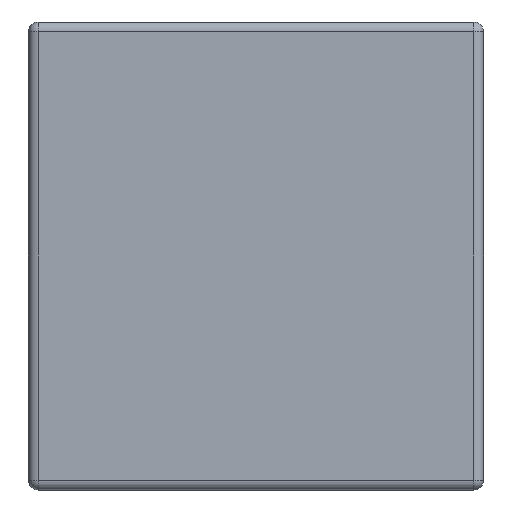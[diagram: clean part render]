
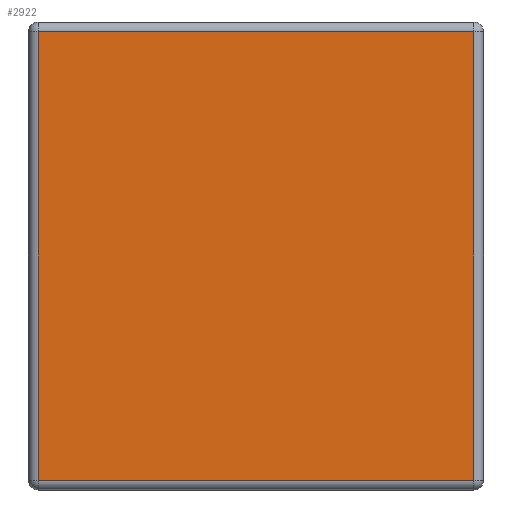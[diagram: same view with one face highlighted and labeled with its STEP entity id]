
A CAD part, left-side view. The second image highlights one B-rep face of the part: STEP entity #2922.
In plain terms, the highlighted planar face has unit normal (-1, 0, 0).
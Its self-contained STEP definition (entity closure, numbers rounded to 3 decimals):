
#21 = DIRECTION ( 'NONE',  ( -1., 0., 0. ) ) ;
#64 = VECTOR ( 'NONE', #2068, 1000. ) ;
#296 = CARTESIAN_POINT ( 'NONE',  ( 0., 0.037, -1.763 ) ) ;
#377 = LINE ( 'NONE', #2565, #656 ) ;
#409 = CARTESIAN_POINT ( 'NONE',  ( 0., 1.713, -1.8 ) ) ;
#610 = CARTESIAN_POINT ( 'NONE',  ( 0., 0., -1.763 ) ) ;
#656 = VECTOR ( 'NONE', #3333, 1000. ) ;
#681 = CARTESIAN_POINT ( 'NONE',  ( 0., 0., 0. ) ) ;
#697 = CARTESIAN_POINT ( 'NONE',  ( 0., 1.713, -0.037 ) ) ;
#828 = FACE_OUTER_BOUND ( 'NONE', #1537, .T. ) ;
#1082 = VERTEX_POINT ( 'NONE', #3280 ) ;
#1537 = EDGE_LOOP ( 'NONE', ( #2893, #1986, #2196, #3167 ) ) ;
#1572 = LINE ( 'NONE', #409, #1622 ) ;
#1622 = VECTOR ( 'NONE', #4003, 1000. ) ;
#1728 = VERTEX_POINT ( 'NONE', #1921 ) ;
#1921 = CARTESIAN_POINT ( 'NONE',  ( 0., 0.037, -0.037 ) ) ;
#1965 = LINE ( 'NONE', #610, #64 ) ;
#1986 = ORIENTED_EDGE ( 'NONE', *, *, #2965, .T. ) ;
#2068 = DIRECTION ( 'NONE',  ( 0., -1., 0. ) ) ;
#2196 = ORIENTED_EDGE ( 'NONE', *, *, #3179, .T. ) ;
#2420 = EDGE_CURVE ( 'NONE', #1082, #2430, #1965, .T. ) ;
#2430 = VERTEX_POINT ( 'NONE', #296 ) ;
#2445 = LINE ( 'NONE', #2488, #3183 ) ;
#2488 = CARTESIAN_POINT ( 'NONE',  ( 0., 0.037, 0. ) ) ;
#2508 = DIRECTION ( 'NONE',  ( 0., 0., 1. ) ) ;
#2565 = CARTESIAN_POINT ( 'NONE',  ( 0., 1.75, -0.037 ) ) ;
#2893 = ORIENTED_EDGE ( 'NONE', *, *, #2420, .T. ) ;
#2922 = ADVANCED_FACE ( 'NONE', ( #828 ), #4677, .T. ) ;
#2965 = EDGE_CURVE ( 'NONE', #2430, #1728, #2445, .T. ) ;
#3068 = VERTEX_POINT ( 'NONE', #697 ) ;
#3105 = AXIS2_PLACEMENT_3D ( 'NONE', #681, #21, #2508 ) ;
#3151 = EDGE_CURVE ( 'NONE', #3068, #1082, #1572, .T. ) ;
#3167 = ORIENTED_EDGE ( 'NONE', *, *, #3151, .T. ) ;
#3179 = EDGE_CURVE ( 'NONE', #1728, #3068, #377, .T. ) ;
#3183 = VECTOR ( 'NONE', #3249, 1000. ) ;
#3249 = DIRECTION ( 'NONE',  ( 0., 0., 1. ) ) ;
#3280 = CARTESIAN_POINT ( 'NONE',  ( 0., 1.713, -1.763 ) ) ;
#3333 = DIRECTION ( 'NONE',  ( 0., 1., 0. ) ) ;
#4003 = DIRECTION ( 'NONE',  ( 0., 0., -1. ) ) ;
#4677 = PLANE ( 'NONE',  #3105 ) ;
